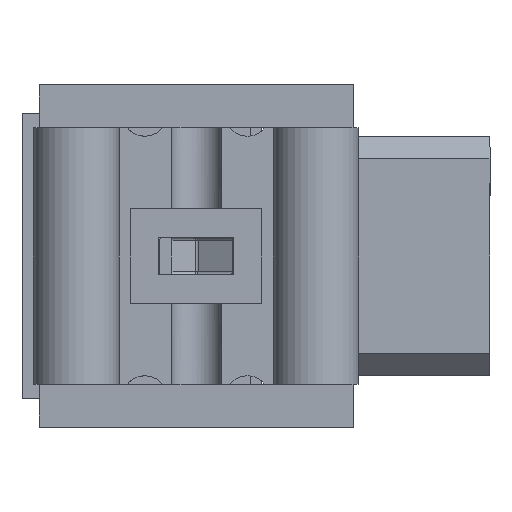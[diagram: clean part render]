
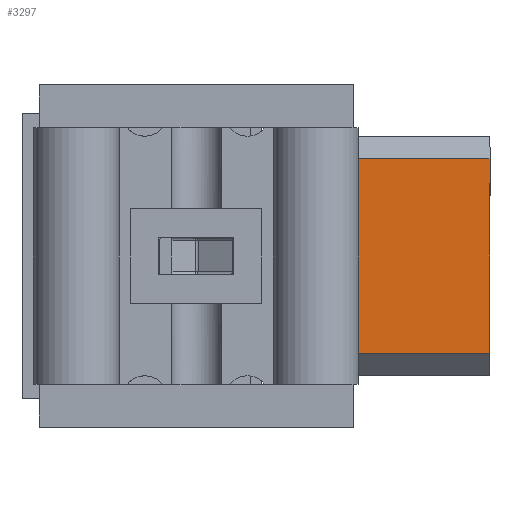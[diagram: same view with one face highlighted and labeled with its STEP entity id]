
A CAD part, left-side view. The second image highlights one B-rep face of the part: STEP entity #3297.
In plain terms, the highlighted planar face has unit normal (-1, 0, 0).
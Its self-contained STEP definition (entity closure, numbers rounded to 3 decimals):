
#2644 = PLANE('',#2645);
#2645 = AXIS2_PLACEMENT_3D('',#2646,#2647,#2648);
#2646 = CARTESIAN_POINT('',(0.,0.,0.));
#2647 = DIRECTION('',(0.,0.,1.));
#2648 = DIRECTION('',(1.,0.,0.));
#2672 = PLANE('',#2673);
#2673 = AXIS2_PLACEMENT_3D('',#2674,#2675,#2676);
#2674 = CARTESIAN_POINT('',(-19.,-19.,0.));
#2675 = DIRECTION('',(-0.707,-0.707,0.));
#2676 = DIRECTION('',(0.,0.,1.));
#2700 = PLANE('',#2701);
#2701 = AXIS2_PLACEMENT_3D('',#2702,#2703,#2704);
#2702 = CARTESIAN_POINT('',(0.,0.,40.));
#2703 = DIRECTION('',(0.,0.,1.));
#2704 = DIRECTION('',(1.,0.,0.));
#2850 = VERTEX_POINT('',#2851);
#2851 = CARTESIAN_POINT('',(-21.,17.,0.));
#2865 = PLANE('',#2866);
#2866 = AXIS2_PLACEMENT_3D('',#2867,#2868,#2869);
#2867 = CARTESIAN_POINT('',(-19.,19.,0.));
#2868 = DIRECTION('',(-0.707,0.707,0.));
#2869 = DIRECTION('',(-0.,-0.,-1.));
#2877 = EDGE_CURVE('',#2850,#2878,#2880,.T.);
#2878 = VERTEX_POINT('',#2879);
#2879 = CARTESIAN_POINT('',(-21.,-17.,0.));
#2880 = SURFACE_CURVE('',#2881,(#2885,#2892),.PCURVE_S1.);
#2881 = LINE('',#2882,#2883);
#2882 = CARTESIAN_POINT('',(-21.,21.,0.));
#2883 = VECTOR('',#2884,1.);
#2884 = DIRECTION('',(0.,-1.,0.));
#2885 = PCURVE('',#2644,#2886);
#2886 = DEFINITIONAL_REPRESENTATION('',(#2887),#2891);
#2887 = LINE('',#2888,#2889);
#2888 = CARTESIAN_POINT('',(-21.,21.));
#2889 = VECTOR('',#2890,1.);
#2890 = DIRECTION('',(0.,-1.));
#2891 = ( GEOMETRIC_REPRESENTATION_CONTEXT(2) 
PARAMETRIC_REPRESENTATION_CONTEXT() REPRESENTATION_CONTEXT('2D SPACE',''
  ) );
#2892 = PCURVE('',#2893,#2898);
#2893 = PLANE('',#2894);
#2894 = AXIS2_PLACEMENT_3D('',#2895,#2896,#2897);
#2895 = CARTESIAN_POINT('',(-21.,21.,0.));
#2896 = DIRECTION('',(1.,0.,0.));
#2897 = DIRECTION('',(0.,-1.,0.));
#2898 = DEFINITIONAL_REPRESENTATION('',(#2899),#2903);
#2899 = LINE('',#2900,#2901);
#2900 = CARTESIAN_POINT('',(0.,0.));
#2901 = VECTOR('',#2902,1.);
#2902 = DIRECTION('',(1.,0.));
#2903 = ( GEOMETRIC_REPRESENTATION_CONTEXT(2) 
PARAMETRIC_REPRESENTATION_CONTEXT() REPRESENTATION_CONTEXT('2D SPACE',''
  ) );
#2932 = VERTEX_POINT('',#2933);
#2933 = CARTESIAN_POINT('',(-21.,-17.,40.));
#2954 = EDGE_CURVE('',#2878,#2932,#2955,.T.);
#2955 = SURFACE_CURVE('',#2956,(#2960,#2967),.PCURVE_S1.);
#2956 = LINE('',#2957,#2958);
#2957 = CARTESIAN_POINT('',(-21.,-17.,0.));
#2958 = VECTOR('',#2959,1.);
#2959 = DIRECTION('',(0.,0.,1.));
#2960 = PCURVE('',#2672,#2961);
#2961 = DEFINITIONAL_REPRESENTATION('',(#2962),#2966);
#2962 = LINE('',#2963,#2964);
#2963 = CARTESIAN_POINT('',(0.,2.828));
#2964 = VECTOR('',#2965,1.);
#2965 = DIRECTION('',(1.,0.));
#2966 = ( GEOMETRIC_REPRESENTATION_CONTEXT(2) 
PARAMETRIC_REPRESENTATION_CONTEXT() REPRESENTATION_CONTEXT('2D SPACE',''
  ) );
#2967 = PCURVE('',#2893,#2968);
#2968 = DEFINITIONAL_REPRESENTATION('',(#2969),#2973);
#2969 = LINE('',#2970,#2971);
#2970 = CARTESIAN_POINT('',(38.,-0.));
#2971 = VECTOR('',#2972,1.);
#2972 = DIRECTION('',(0.,-1.));
#2973 = ( GEOMETRIC_REPRESENTATION_CONTEXT(2) 
PARAMETRIC_REPRESENTATION_CONTEXT() REPRESENTATION_CONTEXT('2D SPACE',''
  ) );
#3099 = VERTEX_POINT('',#3100);
#3100 = CARTESIAN_POINT('',(-21.,17.,40.));
#3121 = EDGE_CURVE('',#3099,#2932,#3122,.T.);
#3122 = SURFACE_CURVE('',#3123,(#3127,#3134),.PCURVE_S1.);
#3123 = LINE('',#3124,#3125);
#3124 = CARTESIAN_POINT('',(-21.,21.,40.));
#3125 = VECTOR('',#3126,1.);
#3126 = DIRECTION('',(0.,-1.,0.));
#3127 = PCURVE('',#2700,#3128);
#3128 = DEFINITIONAL_REPRESENTATION('',(#3129),#3133);
#3129 = LINE('',#3130,#3131);
#3130 = CARTESIAN_POINT('',(-21.,21.));
#3131 = VECTOR('',#3132,1.);
#3132 = DIRECTION('',(0.,-1.));
#3133 = ( GEOMETRIC_REPRESENTATION_CONTEXT(2) 
PARAMETRIC_REPRESENTATION_CONTEXT() REPRESENTATION_CONTEXT('2D SPACE',''
  ) );
#3134 = PCURVE('',#2893,#3135);
#3135 = DEFINITIONAL_REPRESENTATION('',(#3136),#3140);
#3136 = LINE('',#3137,#3138);
#3137 = CARTESIAN_POINT('',(0.,-40.));
#3138 = VECTOR('',#3139,1.);
#3139 = DIRECTION('',(1.,0.));
#3140 = ( GEOMETRIC_REPRESENTATION_CONTEXT(2) 
PARAMETRIC_REPRESENTATION_CONTEXT() REPRESENTATION_CONTEXT('2D SPACE',''
  ) );
#3297 = ADVANCED_FACE('',(#3298),#2893,.F.);
#3298 = FACE_BOUND('',#3299,.F.);
#3299 = EDGE_LOOP('',(#3300,#3301,#3322,#3323));
#3300 = ORIENTED_EDGE('',*,*,#2877,.F.);
#3301 = ORIENTED_EDGE('',*,*,#3302,.T.);
#3302 = EDGE_CURVE('',#2850,#3099,#3303,.T.);
#3303 = SURFACE_CURVE('',#3304,(#3308,#3315),.PCURVE_S1.);
#3304 = LINE('',#3305,#3306);
#3305 = CARTESIAN_POINT('',(-21.,17.,0.));
#3306 = VECTOR('',#3307,1.);
#3307 = DIRECTION('',(0.,0.,1.));
#3308 = PCURVE('',#2893,#3309);
#3309 = DEFINITIONAL_REPRESENTATION('',(#3310),#3314);
#3310 = LINE('',#3311,#3312);
#3311 = CARTESIAN_POINT('',(4.,0.));
#3312 = VECTOR('',#3313,1.);
#3313 = DIRECTION('',(0.,-1.));
#3314 = ( GEOMETRIC_REPRESENTATION_CONTEXT(2) 
PARAMETRIC_REPRESENTATION_CONTEXT() REPRESENTATION_CONTEXT('2D SPACE',''
  ) );
#3315 = PCURVE('',#2865,#3316);
#3316 = DEFINITIONAL_REPRESENTATION('',(#3317),#3321);
#3317 = LINE('',#3318,#3319);
#3318 = CARTESIAN_POINT('',(-0.,2.828));
#3319 = VECTOR('',#3320,1.);
#3320 = DIRECTION('',(-1.,0.));
#3321 = ( GEOMETRIC_REPRESENTATION_CONTEXT(2) 
PARAMETRIC_REPRESENTATION_CONTEXT() REPRESENTATION_CONTEXT('2D SPACE',''
  ) );
#3322 = ORIENTED_EDGE('',*,*,#3121,.T.);
#3323 = ORIENTED_EDGE('',*,*,#2954,.F.);
